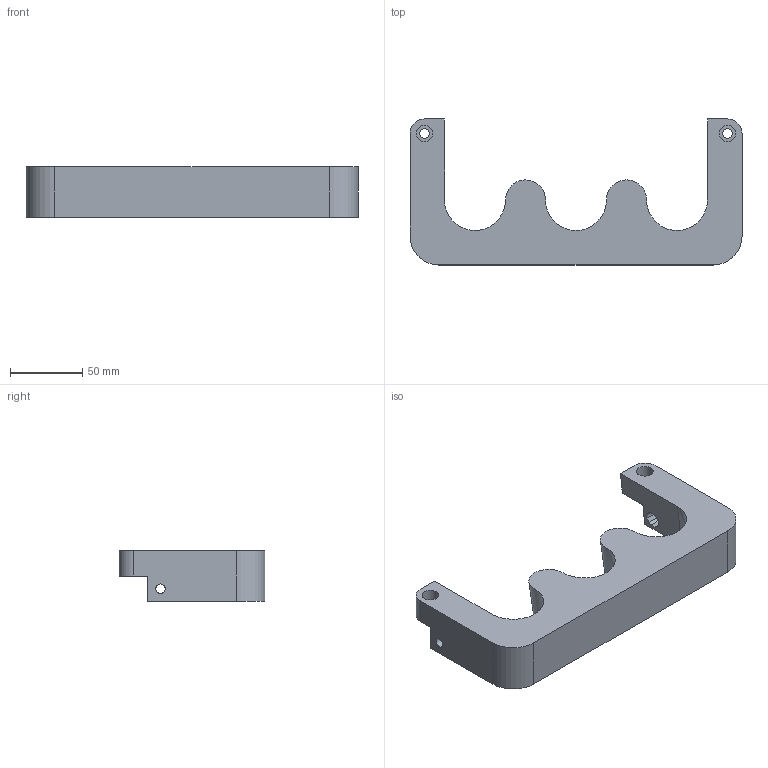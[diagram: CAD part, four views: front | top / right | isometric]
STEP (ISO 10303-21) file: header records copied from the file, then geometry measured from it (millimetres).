
FILE_DESCRIPTION(/* description */ (''),/* implementation_level */ '2;1');
FILE_NAME(/* name */ 'Fixe.step',/* time_stamp */ '2024-02-11T23:24:50+01:00',/* author */ (''),/* organization */ (''),/* preprocessor_version */ 'ST-DEVELOPER v20',/* originating_system */ 'Autodesk Translation Framework v12.20.1.177',/* authorisation */ '');
FILE_SCHEMA (('AUTOMOTIVE_DESIGN { 1 0 10303 214 3 1 1 }'));
Length unit declared in the file: millimetre
Products named in the file (1): Fixe
Bounding box: 230 x 101.11 x 35 mm (x, y, z)
Volume: 334486.5 mm3; surface area: 51823.8 mm2
Topology: 1 solids, 1 shells, 51 faces, 135 edges, 90 vertices
Faces by surface type: plane 27, cylinder 22, bspline 2
Full cylindrical faces by diameter (mm): 6.5 x4, 11.5 x2
Entity records: 2159 total; most frequent: CARTESIAN_POINT 880, ORIENTED_EDGE 270, DIRECTION 233, EDGE_CURVE 135, VERTEX_POINT 90, AXIS2_PLACEMENT_3D 82, LINE 69, VECTOR 69
